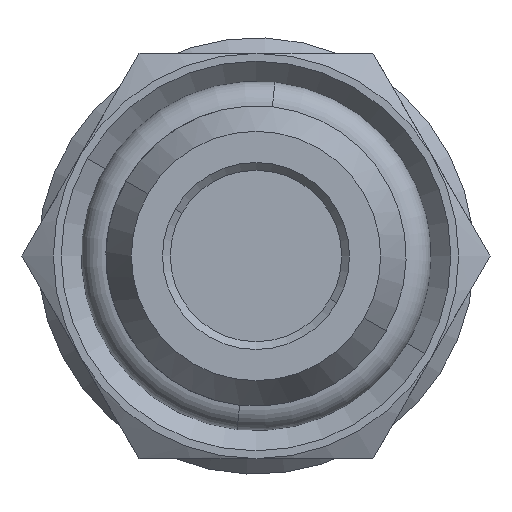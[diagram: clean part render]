
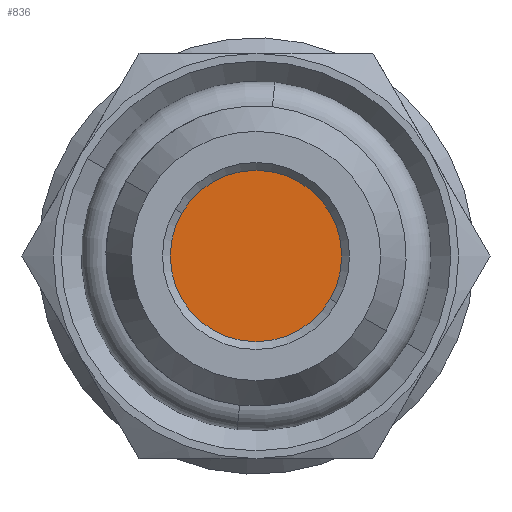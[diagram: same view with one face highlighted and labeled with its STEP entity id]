
A CAD part, front view. The second image highlights one B-rep face of the part: STEP entity #836.
In plain terms, the highlighted planar face has unit normal (0, -1, 0).
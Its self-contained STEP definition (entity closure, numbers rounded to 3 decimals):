
#30=PLANE('',#1799);
#138=FACE_OUTER_BOUND('',#245,.F.);
#245=EDGE_LOOP('',(#449,#450));
#449=ORIENTED_EDGE('',*,*,#1270,.F.);
#450=ORIENTED_EDGE('',*,*,#1269,.F.);
#836=ADVANCED_FACE('',(#138),#30,.T.);
#1157=CIRCLE('',#1680,2.75);
#1158=CIRCLE('',#1681,2.75);
#1269=EDGE_CURVE('',#1614,#1613,#1157,.T.);
#1270=EDGE_CURVE('',#1613,#1614,#1158,.T.);
#1613=VERTEX_POINT('',#2518);
#1614=VERTEX_POINT('',#2519);
#1680=AXIS2_PLACEMENT_3D('',#2556,#1922,#1923);
#1681=AXIS2_PLACEMENT_3D('',#2557,#1924,#1925);
#1799=AXIS2_PLACEMENT_3D('',#3049,#2226,#2227);
#1922=DIRECTION('',(0.,-1.,0.));
#1923=DIRECTION('',(-0.866,0.,0.5));
#1924=DIRECTION('',(0.,-1.,0.));
#1925=DIRECTION('',(0.866,0.,-0.5));
#2226=DIRECTION('',(0.,-1.,0.));
#2227=DIRECTION('',(0.,0.,-1.));
#2518=CARTESIAN_POINT('',(2.382,-13.865,-1.375));
#2519=CARTESIAN_POINT('',(-2.382,-13.865,1.375));
#2556=CARTESIAN_POINT('',(0.,-13.865,0.));
#2557=CARTESIAN_POINT('',(0.,-13.865,0.));
#3049=CARTESIAN_POINT('',(-3.022,-13.865,3.012));
